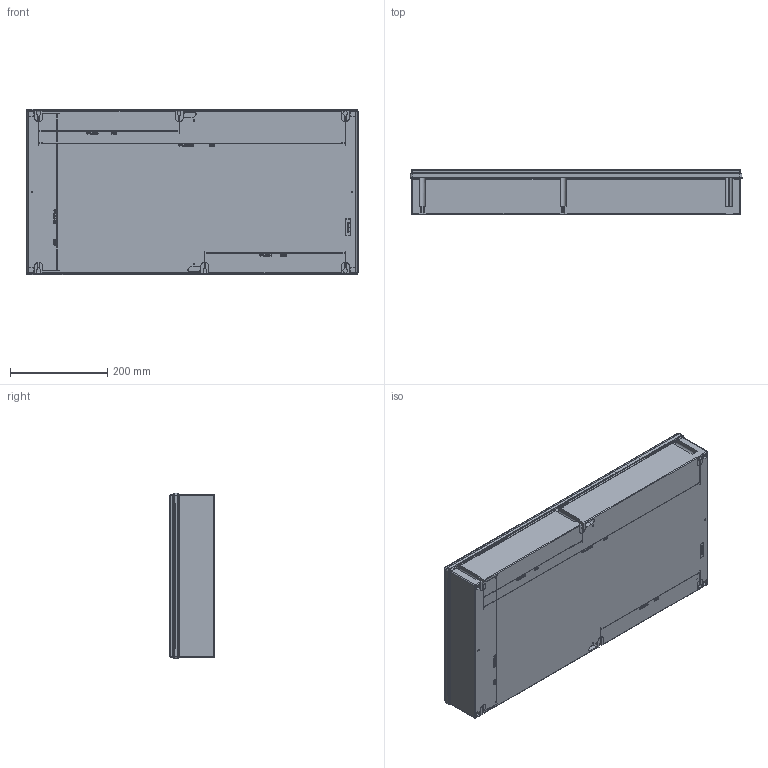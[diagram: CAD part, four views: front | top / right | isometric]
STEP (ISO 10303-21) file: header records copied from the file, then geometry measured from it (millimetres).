
FILE_DESCRIPTION (( 'STEP AP203' ), '1' );
FILE_NAME ('8146-_091.STEP', '2014-10-13T11:45:30', ( '' ), ( '' ), 'SwSTEP 2.0', 'SolidWorks 2014', '' );
FILE_SCHEMA (( 'CONFIG_CONTROL_DESIGN' ));
Length unit declared in the file: millimetre
Products named in the file (8): 8146-_091; 81_469_55_04_0_3d export; 81_469_40_05_0; 81_460_35_05_0_3d export; 509_642_0; 509_642_0_1_montiert
Assembly tree (12 placements, depth 3):
  8146-_091
    81_469_55_04_0_3d export
      81_469_55_04_0_3d export
    81_460_35_05_0_3d export
      81_469_40_05_0
    509_642_0  x6
      509_642_0
      509_642_0_1_montiert
Bounding box: 681.5 x 91.3 x 340.5 mm (x, y, z)
Volume: 2484626.6 mm3; surface area: 1386076.9 mm2
Topology: 14 solids, 14 shells, 2789 faces, 7162 edges, 4593 vertices
Faces by surface type: plane 1479, bspline 543, cylinder 515, cone 128, torus 108, sphere 16
Entity records: 108161 total; most frequent: CARTESIAN_POINT 48202, ORIENTED_EDGE 13312, DIRECTION 10275, EDGE_CURVE 6656, VECTOR 4291, LINE 4291, VERTEX_POINT 4283, AXIS2_PLACEMENT_3D 2992
